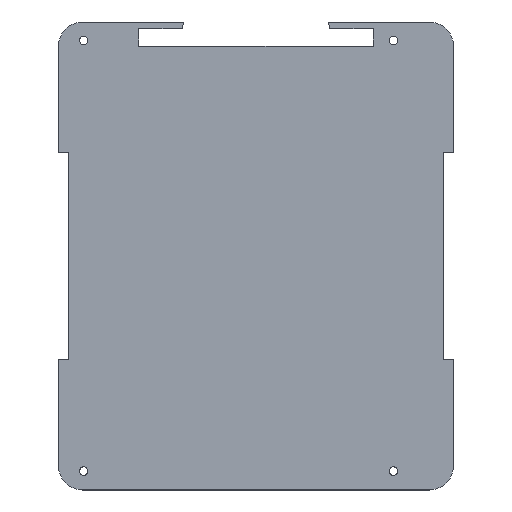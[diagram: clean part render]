
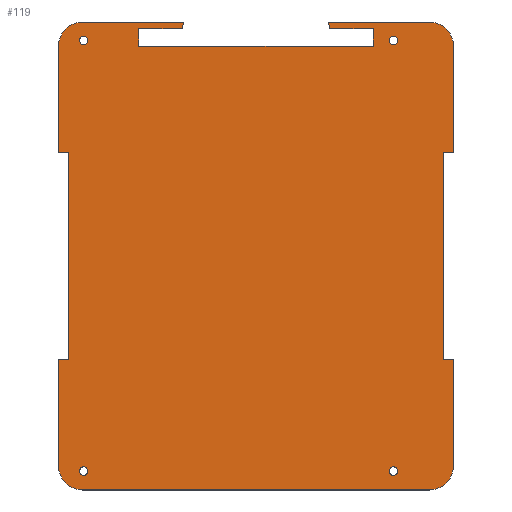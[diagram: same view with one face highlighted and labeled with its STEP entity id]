
A CAD part, top view. The second image highlights one B-rep face of the part: STEP entity #119.
In plain terms, the highlighted planar face has unit normal (0, 0, 1).
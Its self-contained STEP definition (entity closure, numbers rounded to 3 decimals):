
#22 = VERTEX_POINT('',#23);
#23 = CARTESIAN_POINT('',(-87.125,50.,-8.));
#40 = VERTEX_POINT('',#41);
#41 = CARTESIAN_POINT('',(-82.125,50.,-8.));
#47 = EDGE_CURVE('',#22,#40,#48,.T.);
#48 = LINE('',#49,#50);
#49 = CARTESIAN_POINT('',(-87.125,50.,-8.));
#50 = VECTOR('',#51,1.);
#51 = DIRECTION('',(1.,0.,0.));
#71 = VERTEX_POINT('',#72);
#72 = CARTESIAN_POINT('',(-87.125,101.83,-8.));
#78 = EDGE_CURVE('',#22,#71,#79,.T.);
#79 = LINE('',#80,#81);
#80 = CARTESIAN_POINT('',(-87.125,50.,-8.));
#81 = VECTOR('',#82,1.);
#82 = DIRECTION('',(0.,1.,0.));
#102 = VERTEX_POINT('',#103);
#103 = CARTESIAN_POINT('',(-82.125,-50.,-8.));
#109 = EDGE_CURVE('',#40,#102,#110,.T.);
#110 = LINE('',#111,#112);
#111 = CARTESIAN_POINT('',(-82.125,50.,-8.));
#112 = VECTOR('',#113,1.);
#113 = DIRECTION('',(0.,-1.,0.));
#119 = ADVANCED_FACE('',(#120,#295,#306,#317,#328),#339,.T.);
#120 = FACE_BOUND('',#121,.T.);
#121 = EDGE_LOOP('',(#122,#123,#124,#125,#133,#141,#150,#158,#167,#175,
    #183,#191,#199,#207,#216,#224,#232,#240,#248,#256,#264,#272,#280,
    #288));
#122 = ORIENTED_EDGE('',*,*,#78,.F.);
#123 = ORIENTED_EDGE('',*,*,#47,.T.);
#124 = ORIENTED_EDGE('',*,*,#109,.T.);
#125 = ORIENTED_EDGE('',*,*,#126,.T.);
#126 = EDGE_CURVE('',#102,#127,#129,.T.);
#127 = VERTEX_POINT('',#128);
#128 = CARTESIAN_POINT('',(-87.125,-50.,-8.));
#129 = LINE('',#130,#131);
#130 = CARTESIAN_POINT('',(-82.125,-50.,-8.));
#131 = VECTOR('',#132,1.);
#132 = DIRECTION('',(-1.,0.,0.));
#133 = ORIENTED_EDGE('',*,*,#134,.F.);
#134 = EDGE_CURVE('',#135,#127,#137,.T.);
#135 = VERTEX_POINT('',#136);
#136 = CARTESIAN_POINT('',(-87.125,-101.83,-8.));
#137 = LINE('',#138,#139);
#138 = CARTESIAN_POINT('',(-87.125,-101.83,-8.));
#139 = VECTOR('',#140,1.);
#140 = DIRECTION('',(0.,1.,0.));
#141 = ORIENTED_EDGE('',*,*,#142,.T.);
#142 = EDGE_CURVE('',#135,#143,#145,.T.);
#143 = VERTEX_POINT('',#144);
#144 = CARTESIAN_POINT('',(-75.625,-113.33,-8.));
#145 = CIRCLE('',#146,11.5);
#146 = AXIS2_PLACEMENT_3D('',#147,#148,#149);
#147 = CARTESIAN_POINT('',(-75.625,-101.83,-8.));
#148 = DIRECTION('',(0.,0.,1.));
#149 = DIRECTION('',(1.,0.,0.));
#150 = ORIENTED_EDGE('',*,*,#151,.F.);
#151 = EDGE_CURVE('',#152,#143,#154,.T.);
#152 = VERTEX_POINT('',#153);
#153 = CARTESIAN_POINT('',(92.539,-113.33,-8.));
#154 = LINE('',#155,#156);
#155 = CARTESIAN_POINT('',(92.539,-113.33,-8.));
#156 = VECTOR('',#157,1.);
#157 = DIRECTION('',(-1.,0.,0.));
#158 = ORIENTED_EDGE('',*,*,#159,.T.);
#159 = EDGE_CURVE('',#152,#160,#162,.T.);
#160 = VERTEX_POINT('',#161);
#161 = CARTESIAN_POINT('',(104.039,-101.83,-8.));
#162 = CIRCLE('',#163,11.5);
#163 = AXIS2_PLACEMENT_3D('',#164,#165,#166);
#164 = CARTESIAN_POINT('',(92.539,-101.83,-8.));
#165 = DIRECTION('',(0.,0.,1.));
#166 = DIRECTION('',(1.,0.,0.));
#167 = ORIENTED_EDGE('',*,*,#168,.F.);
#168 = EDGE_CURVE('',#169,#160,#171,.T.);
#169 = VERTEX_POINT('',#170);
#170 = CARTESIAN_POINT('',(104.053,-50.,-8.));
#171 = LINE('',#172,#173);
#172 = CARTESIAN_POINT('',(104.053,-50.,-8.));
#173 = VECTOR('',#174,1.);
#174 = DIRECTION('',(0.,-1.,0.));
#175 = ORIENTED_EDGE('',*,*,#176,.F.);
#176 = EDGE_CURVE('',#177,#169,#179,.T.);
#177 = VERTEX_POINT('',#178);
#178 = CARTESIAN_POINT('',(99.053,-50.,-8.));
#179 = LINE('',#180,#181);
#180 = CARTESIAN_POINT('',(99.053,-50.,-8.));
#181 = VECTOR('',#182,1.);
#182 = DIRECTION('',(1.,0.,0.));
#183 = ORIENTED_EDGE('',*,*,#184,.F.);
#184 = EDGE_CURVE('',#185,#177,#187,.T.);
#185 = VERTEX_POINT('',#186);
#186 = CARTESIAN_POINT('',(99.053,50.,-8.));
#187 = LINE('',#188,#189);
#188 = CARTESIAN_POINT('',(99.053,50.,-8.));
#189 = VECTOR('',#190,1.);
#190 = DIRECTION('',(0.,-1.,0.));
#191 = ORIENTED_EDGE('',*,*,#192,.F.);
#192 = EDGE_CURVE('',#193,#185,#195,.T.);
#193 = VERTEX_POINT('',#194);
#194 = CARTESIAN_POINT('',(104.053,50.,-8.));
#195 = LINE('',#196,#197);
#196 = CARTESIAN_POINT('',(104.053,50.,-8.));
#197 = VECTOR('',#198,1.);
#198 = DIRECTION('',(-1.,0.,0.));
#199 = ORIENTED_EDGE('',*,*,#200,.F.);
#200 = EDGE_CURVE('',#201,#193,#203,.T.);
#201 = VERTEX_POINT('',#202);
#202 = CARTESIAN_POINT('',(104.053,101.83,-8.));
#203 = LINE('',#204,#205);
#204 = CARTESIAN_POINT('',(104.053,101.83,-8.));
#205 = VECTOR('',#206,1.);
#206 = DIRECTION('',(0.,-1.,0.));
#207 = ORIENTED_EDGE('',*,*,#208,.T.);
#208 = EDGE_CURVE('',#201,#209,#211,.T.);
#209 = VERTEX_POINT('',#210);
#210 = CARTESIAN_POINT('',(92.553,113.33,-8.));
#211 = CIRCLE('',#212,11.5);
#212 = AXIS2_PLACEMENT_3D('',#213,#214,#215);
#213 = CARTESIAN_POINT('',(92.553,101.83,-8.));
#214 = DIRECTION('',(0.,0.,1.));
#215 = DIRECTION('',(1.,0.,0.));
#216 = ORIENTED_EDGE('',*,*,#217,.F.);
#217 = EDGE_CURVE('',#218,#209,#220,.T.);
#218 = VERTEX_POINT('',#219);
#219 = CARTESIAN_POINT('',(43.588,113.33,-8.));
#220 = LINE('',#221,#222);
#221 = CARTESIAN_POINT('',(-75.625,113.33,-8.));
#222 = VECTOR('',#223,1.);
#223 = DIRECTION('',(1.,0.,0.));
#224 = ORIENTED_EDGE('',*,*,#225,.T.);
#225 = EDGE_CURVE('',#218,#226,#228,.T.);
#226 = VERTEX_POINT('',#227);
#227 = CARTESIAN_POINT('',(44.21,109.977,-8.));
#228 = LINE('',#229,#230);
#229 = CARTESIAN_POINT('',(53.469,60.063,-8.));
#230 = VECTOR('',#231,1.);
#231 = DIRECTION('',(0.182,-0.983,0.));
#232 = ORIENTED_EDGE('',*,*,#233,.T.);
#233 = EDGE_CURVE('',#226,#234,#236,.T.);
#234 = VERTEX_POINT('',#235);
#235 = CARTESIAN_POINT('',(65.21,109.977,-8.));
#236 = LINE('',#237,#238);
#237 = CARTESIAN_POINT('',(36.63,109.977,-8.));
#238 = VECTOR('',#239,1.);
#239 = DIRECTION('',(1.,0.,0.));
#240 = ORIENTED_EDGE('',*,*,#241,.T.);
#241 = EDGE_CURVE('',#234,#242,#244,.T.);
#242 = VERTEX_POINT('',#243);
#243 = CARTESIAN_POINT('',(65.21,101.683,-8.));
#244 = LINE('',#245,#246);
#245 = CARTESIAN_POINT('',(65.21,50.845,-8.));
#246 = VECTOR('',#247,1.);
#247 = DIRECTION('',(0.,-1.,0.));
#248 = ORIENTED_EDGE('',*,*,#249,.F.);
#249 = EDGE_CURVE('',#250,#242,#252,.T.);
#250 = VERTEX_POINT('',#251);
#251 = CARTESIAN_POINT('',(-48.296,101.683,-8.));
#252 = LINE('',#253,#254);
#253 = CARTESIAN_POINT('',(8.254,101.683,-8.));
#254 = VECTOR('',#255,1.);
#255 = DIRECTION('',(1.,0.,0.));
#256 = ORIENTED_EDGE('',*,*,#257,.T.);
#257 = EDGE_CURVE('',#250,#258,#260,.T.);
#258 = VERTEX_POINT('',#259);
#259 = CARTESIAN_POINT('',(-48.296,109.977,-8.));
#260 = LINE('',#261,#262);
#261 = CARTESIAN_POINT('',(-48.296,54.992,-8.));
#262 = VECTOR('',#263,1.);
#263 = DIRECTION('',(0.,1.,0.));
#264 = ORIENTED_EDGE('',*,*,#265,.T.);
#265 = EDGE_CURVE('',#258,#266,#268,.T.);
#266 = VERTEX_POINT('',#267);
#267 = CARTESIAN_POINT('',(-27.296,109.977,-8.));
#268 = LINE('',#269,#270);
#269 = CARTESIAN_POINT('',(-9.622,109.977,-8.));
#270 = VECTOR('',#271,1.);
#271 = DIRECTION('',(1.,0.,0.));
#272 = ORIENTED_EDGE('',*,*,#273,.T.);
#273 = EDGE_CURVE('',#266,#274,#276,.T.);
#274 = VERTEX_POINT('',#275);
#275 = CARTESIAN_POINT('',(-26.674,113.33,-8.));
#276 = LINE('',#277,#278);
#277 = CARTESIAN_POINT('',(-36.242,61.754,-8.));
#278 = VECTOR('',#279,1.);
#279 = DIRECTION('',(0.182,0.983,0.));
#280 = ORIENTED_EDGE('',*,*,#281,.F.);
#281 = EDGE_CURVE('',#282,#274,#284,.T.);
#282 = VERTEX_POINT('',#283);
#283 = CARTESIAN_POINT('',(-75.625,113.33,-8.));
#284 = LINE('',#285,#286);
#285 = CARTESIAN_POINT('',(-75.625,113.33,-8.));
#286 = VECTOR('',#287,1.);
#287 = DIRECTION('',(1.,0.,0.));
#288 = ORIENTED_EDGE('',*,*,#289,.T.);
#289 = EDGE_CURVE('',#282,#71,#290,.T.);
#290 = CIRCLE('',#291,11.5);
#291 = AXIS2_PLACEMENT_3D('',#292,#293,#294);
#292 = CARTESIAN_POINT('',(-75.625,101.83,-8.));
#293 = DIRECTION('',(0.,0.,1.));
#294 = DIRECTION('',(1.,0.,0.));
#295 = FACE_BOUND('',#296,.T.);
#296 = EDGE_LOOP('',(#297));
#297 = ORIENTED_EDGE('',*,*,#298,.F.);
#298 = EDGE_CURVE('',#299,#299,#301,.T.);
#299 = VERTEX_POINT('',#300);
#300 = CARTESIAN_POINT('',(-72.95,-104.2,-8.));
#301 = CIRCLE('',#302,2.05);
#302 = AXIS2_PLACEMENT_3D('',#303,#304,#305);
#303 = CARTESIAN_POINT('',(-75.,-104.2,-8.));
#304 = DIRECTION('',(0.,0.,1.));
#305 = DIRECTION('',(1.,0.,0.));
#306 = FACE_BOUND('',#307,.T.);
#307 = EDGE_LOOP('',(#308));
#308 = ORIENTED_EDGE('',*,*,#309,.F.);
#309 = EDGE_CURVE('',#310,#310,#312,.T.);
#310 = VERTEX_POINT('',#311);
#311 = CARTESIAN_POINT('',(77.05,-104.2,-8.));
#312 = CIRCLE('',#313,2.05);
#313 = AXIS2_PLACEMENT_3D('',#314,#315,#316);
#314 = CARTESIAN_POINT('',(75.,-104.2,-8.));
#315 = DIRECTION('',(0.,0.,1.));
#316 = DIRECTION('',(1.,0.,0.));
#317 = FACE_BOUND('',#318,.T.);
#318 = EDGE_LOOP('',(#319));
#319 = ORIENTED_EDGE('',*,*,#320,.F.);
#320 = EDGE_CURVE('',#321,#321,#323,.T.);
#321 = VERTEX_POINT('',#322);
#322 = CARTESIAN_POINT('',(-72.95,104.4,-8.));
#323 = CIRCLE('',#324,2.05);
#324 = AXIS2_PLACEMENT_3D('',#325,#326,#327);
#325 = CARTESIAN_POINT('',(-75.,104.4,-8.));
#326 = DIRECTION('',(0.,0.,1.));
#327 = DIRECTION('',(1.,0.,0.));
#328 = FACE_BOUND('',#329,.T.);
#329 = EDGE_LOOP('',(#330));
#330 = ORIENTED_EDGE('',*,*,#331,.F.);
#331 = EDGE_CURVE('',#332,#332,#334,.T.);
#332 = VERTEX_POINT('',#333);
#333 = CARTESIAN_POINT('',(77.05,104.4,-8.));
#334 = CIRCLE('',#335,2.05);
#335 = AXIS2_PLACEMENT_3D('',#336,#337,#338);
#336 = CARTESIAN_POINT('',(75.,104.4,-8.));
#337 = DIRECTION('',(0.,0.,1.));
#338 = DIRECTION('',(1.,0.,0.));
#339 = PLANE('',#340);
#340 = AXIS2_PLACEMENT_3D('',#341,#342,#343);
#341 = CARTESIAN_POINT('',(8.051,0.007,-8.));
#342 = DIRECTION('',(0.,0.,1.));
#343 = DIRECTION('',(1.,0.,0.));
